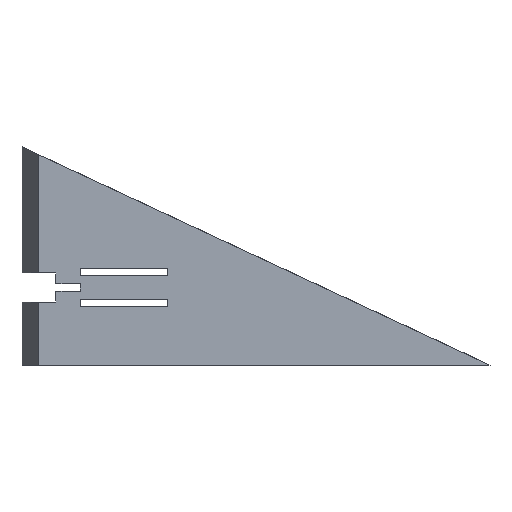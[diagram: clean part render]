
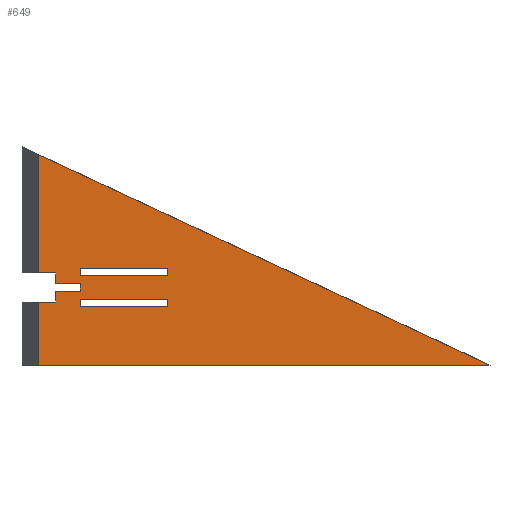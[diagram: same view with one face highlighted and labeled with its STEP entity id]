
A CAD part, top view. The second image highlights one B-rep face of the part: STEP entity #649.
In plain terms, the highlighted planar face has unit normal (0, 0, 1).
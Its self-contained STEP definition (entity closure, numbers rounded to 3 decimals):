
#36=CARTESIAN_POINT('Line Origine',(190.,-46.875,6.)) ;
#40=CARTESIAN_POINT('Vertex',(190.,-48.,6.)) ;
#42=CARTESIAN_POINT('Vertex',(190.,-45.75,6.)) ;
#76=CARTESIAN_POINT('Line Origine',(192.5,-45.75,6.)) ;
#80=CARTESIAN_POINT('Vertex',(195.,-45.75,6.)) ;
#107=CARTESIAN_POINT('Line Origine',(195.,-45.,6.)) ;
#111=CARTESIAN_POINT('Vertex',(195.,-44.25,6.)) ;
#138=CARTESIAN_POINT('Line Origine',(192.5,-44.25,6.)) ;
#142=CARTESIAN_POINT('Vertex',(190.,-44.25,6.)) ;
#164=CARTESIAN_POINT('Line Origine',(190.,-43.125,6.)) ;
#168=CARTESIAN_POINT('Vertex',(190.,-42.,6.)) ;
#201=CARTESIAN_POINT('Vertex',(213.,-42.5,6.)) ;
#215=CARTESIAN_POINT('Vertex',(195.,-42.5,6.)) ;
#218=CARTESIAN_POINT('Line Origine',(204.,-42.5,6.)) ;
#241=CARTESIAN_POINT('Vertex',(213.,-41.,6.)) ;
#249=CARTESIAN_POINT('Line Origine',(213.,-41.75,6.)) ;
#272=CARTESIAN_POINT('Vertex',(195.,-41.,6.)) ;
#280=CARTESIAN_POINT('Line Origine',(204.,-41.,6.)) ;
#297=CARTESIAN_POINT('Line Origine',(195.,-41.75,6.)) ;
#320=CARTESIAN_POINT('Vertex',(213.,-49.,6.)) ;
#334=CARTESIAN_POINT('Vertex',(195.,-49.,6.)) ;
#337=CARTESIAN_POINT('Line Origine',(204.,-49.,6.)) ;
#355=CARTESIAN_POINT('Vertex',(213.,-47.5,6.)) ;
#363=CARTESIAN_POINT('Line Origine',(213.,-48.25,6.)) ;
#386=CARTESIAN_POINT('Vertex',(195.,-47.5,6.)) ;
#394=CARTESIAN_POINT('Line Origine',(204.,-47.5,6.)) ;
#411=CARTESIAN_POINT('Line Origine',(195.,-48.25,6.)) ;
#503=CARTESIAN_POINT('Vertex',(279.503,-61.,6.)) ;
#506=CARTESIAN_POINT('Line Origine',(232.983,-61.,6.)) ;
#510=CARTESIAN_POINT('Vertex',(186.464,-61.,6.)) ;
#534=CARTESIAN_POINT('Vertex',(186.464,-48.,6.)) ;
#537=CARTESIAN_POINT('Line Origine',(188.232,-48.,6.)) ;
#554=CARTESIAN_POINT('Line Origine',(186.464,-38.5,6.)) ;
#575=CARTESIAN_POINT('Vertex',(186.464,-17.615,6.)) ;
#578=CARTESIAN_POINT('Line Origine',(232.983,-39.308,6.)) ;
#599=CARTESIAN_POINT('Vertex',(186.464,-42.,6.)) ;
#602=CARTESIAN_POINT('Line Origine',(188.232,-42.,6.)) ;
#614=CARTESIAN_POINT('Axis2P3D Location',(0.,0.,6.)) ;
#619=CARTESIAN_POINT('Line Origine',(186.464,-29.808,6.)) ;
#38=VECTOR('Line Direction',#37,1.) ;
#78=VECTOR('Line Direction',#77,1.) ;
#109=VECTOR('Line Direction',#108,1.) ;
#140=VECTOR('Line Direction',#139,1.) ;
#166=VECTOR('Line Direction',#165,1.) ;
#220=VECTOR('Line Direction',#219,1.) ;
#251=VECTOR('Line Direction',#250,1.) ;
#282=VECTOR('Line Direction',#281,1.) ;
#299=VECTOR('Line Direction',#298,1.) ;
#339=VECTOR('Line Direction',#338,1.) ;
#365=VECTOR('Line Direction',#364,1.) ;
#396=VECTOR('Line Direction',#395,1.) ;
#413=VECTOR('Line Direction',#412,1.) ;
#508=VECTOR('Line Direction',#507,1.) ;
#539=VECTOR('Line Direction',#538,1.) ;
#556=VECTOR('Line Direction',#555,1.) ;
#580=VECTOR('Line Direction',#579,1.) ;
#604=VECTOR('Line Direction',#603,1.) ;
#621=VECTOR('Line Direction',#620,1.) ;
#37=DIRECTION('Vector Direction',(0.,1.,0.)) ;
#77=DIRECTION('Vector Direction',(1.,0.,0.)) ;
#108=DIRECTION('Vector Direction',(0.,1.,0.)) ;
#139=DIRECTION('Vector Direction',(-1.,0.,0.)) ;
#165=DIRECTION('Vector Direction',(0.,1.,0.)) ;
#219=DIRECTION('Vector Direction',(1.,0.,0.)) ;
#250=DIRECTION('Vector Direction',(0.,-1.,0.)) ;
#281=DIRECTION('Vector Direction',(-1.,0.,0.)) ;
#298=DIRECTION('Vector Direction',(0.,1.,0.)) ;
#338=DIRECTION('Vector Direction',(1.,0.,0.)) ;
#364=DIRECTION('Vector Direction',(0.,-1.,0.)) ;
#395=DIRECTION('Vector Direction',(-1.,0.,0.)) ;
#412=DIRECTION('Vector Direction',(0.,1.,0.)) ;
#507=DIRECTION('Vector Direction',(1.,0.,0.)) ;
#538=DIRECTION('Vector Direction',(1.,0.,0.)) ;
#555=DIRECTION('Vector Direction',(0.,-1.,0.)) ;
#579=DIRECTION('Vector Direction',(0.906,-0.423,0.)) ;
#603=DIRECTION('Vector Direction',(-1.,0.,0.)) ;
#615=DIRECTION('Axis2P3D Direction',(0.,0.,-1.)) ;
#616=DIRECTION('Axis2P3D XDirection',(1.,0.,0.)) ;
#620=DIRECTION('Vector Direction',(0.,-1.,0.)) ;
#617=AXIS2_PLACEMENT_3D('Plane Axis2P3D',#614,#615,#616) ;
#39=LINE('Line',#36,#38) ;
#79=LINE('Line',#76,#78) ;
#110=LINE('Line',#107,#109) ;
#141=LINE('Line',#138,#140) ;
#167=LINE('Line',#164,#166) ;
#221=LINE('Line',#218,#220) ;
#252=LINE('Line',#249,#251) ;
#283=LINE('Line',#280,#282) ;
#300=LINE('Line',#297,#299) ;
#340=LINE('Line',#337,#339) ;
#366=LINE('Line',#363,#365) ;
#397=LINE('Line',#394,#396) ;
#414=LINE('Line',#411,#413) ;
#509=LINE('Line',#506,#508) ;
#540=LINE('Line',#537,#539) ;
#557=LINE('Line',#554,#556) ;
#581=LINE('Line',#578,#580) ;
#605=LINE('Line',#602,#604) ;
#622=LINE('Line',#619,#621) ;
#618=PLANE('',#617) ;
#642=FACE_BOUND('',#637,.T.) ;
#648=FACE_BOUND('',#643,.T.) ;
#44=EDGE_CURVE('',#41,#43,#39,.T.) ;
#82=EDGE_CURVE('',#43,#81,#79,.T.) ;
#113=EDGE_CURVE('',#81,#112,#110,.T.) ;
#144=EDGE_CURVE('',#112,#143,#141,.T.) ;
#170=EDGE_CURVE('',#143,#169,#167,.T.) ;
#222=EDGE_CURVE('',#202,#216,#221,.F.) ;
#253=EDGE_CURVE('',#242,#202,#252,.T.) ;
#284=EDGE_CURVE('',#273,#242,#283,.F.) ;
#301=EDGE_CURVE('',#216,#273,#300,.T.) ;
#341=EDGE_CURVE('',#321,#335,#340,.F.) ;
#367=EDGE_CURVE('',#356,#321,#366,.T.) ;
#398=EDGE_CURVE('',#387,#356,#397,.F.) ;
#415=EDGE_CURVE('',#335,#387,#414,.T.) ;
#512=EDGE_CURVE('',#504,#511,#509,.F.) ;
#541=EDGE_CURVE('',#535,#41,#540,.T.) ;
#558=EDGE_CURVE('',#511,#535,#557,.F.) ;
#582=EDGE_CURVE('',#576,#504,#581,.T.) ;
#606=EDGE_CURVE('',#169,#600,#605,.T.) ;
#623=EDGE_CURVE('',#600,#576,#622,.F.) ;
#625=ORIENTED_EDGE('',*,*,#623,.F.) ;
#626=ORIENTED_EDGE('',*,*,#606,.F.) ;
#627=ORIENTED_EDGE('',*,*,#170,.F.) ;
#628=ORIENTED_EDGE('',*,*,#144,.F.) ;
#629=ORIENTED_EDGE('',*,*,#113,.F.) ;
#630=ORIENTED_EDGE('',*,*,#82,.F.) ;
#631=ORIENTED_EDGE('',*,*,#44,.F.) ;
#632=ORIENTED_EDGE('',*,*,#541,.F.) ;
#633=ORIENTED_EDGE('',*,*,#558,.F.) ;
#634=ORIENTED_EDGE('',*,*,#512,.F.) ;
#635=ORIENTED_EDGE('',*,*,#582,.F.) ;
#638=ORIENTED_EDGE('',*,*,#301,.T.) ;
#639=ORIENTED_EDGE('',*,*,#284,.T.) ;
#640=ORIENTED_EDGE('',*,*,#253,.T.) ;
#641=ORIENTED_EDGE('',*,*,#222,.T.) ;
#644=ORIENTED_EDGE('',*,*,#415,.T.) ;
#645=ORIENTED_EDGE('',*,*,#398,.T.) ;
#646=ORIENTED_EDGE('',*,*,#367,.T.) ;
#647=ORIENTED_EDGE('',*,*,#341,.T.) ;
#624=EDGE_LOOP('',(#625,#626,#627,#628,#629,#630,#631,#632,#633,#634,#635)) ;
#637=EDGE_LOOP('',(#638,#639,#640,#641)) ;
#643=EDGE_LOOP('',(#644,#645,#646,#647)) ;
#41=VERTEX_POINT('',#40) ;
#43=VERTEX_POINT('',#42) ;
#81=VERTEX_POINT('',#80) ;
#112=VERTEX_POINT('',#111) ;
#143=VERTEX_POINT('',#142) ;
#169=VERTEX_POINT('',#168) ;
#202=VERTEX_POINT('',#201) ;
#216=VERTEX_POINT('',#215) ;
#242=VERTEX_POINT('',#241) ;
#273=VERTEX_POINT('',#272) ;
#321=VERTEX_POINT('',#320) ;
#335=VERTEX_POINT('',#334) ;
#356=VERTEX_POINT('',#355) ;
#387=VERTEX_POINT('',#386) ;
#504=VERTEX_POINT('',#503) ;
#511=VERTEX_POINT('',#510) ;
#535=VERTEX_POINT('',#534) ;
#576=VERTEX_POINT('',#575) ;
#600=VERTEX_POINT('',#599) ;
#649=ADVANCED_FACE('PartBody',(#636,#642,#648),#618,.F.) ;
#636=FACE_OUTER_BOUND('',#624,.T.) ;
